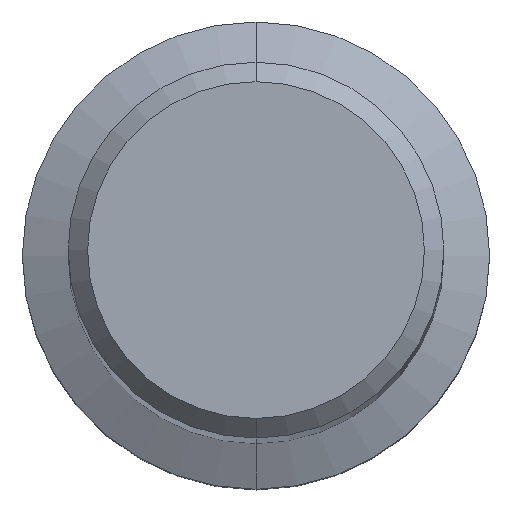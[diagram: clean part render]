
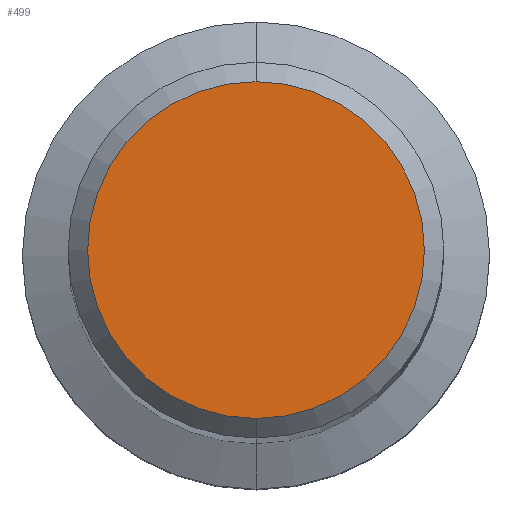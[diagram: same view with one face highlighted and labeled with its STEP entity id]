
A CAD part, top view. The second image highlights one B-rep face of the part: STEP entity #499.
In plain terms, the highlighted planar face has unit normal (0, 0, 1).
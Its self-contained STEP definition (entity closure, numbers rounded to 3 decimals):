
#393=EDGE_CURVE('',#493,#521,#772,.T.);
#403=EDGE_CURVE('',#521,#493,#783,.T.);
#493=VERTEX_POINT('',#881);
#499=ADVANCED_FACE('',(#888),#889,.T.);
#521=VERTEX_POINT('',#913);
#772=CIRCLE('',#1356,8.65);
#783=CIRCLE('',#1368,8.65);
#881=CARTESIAN_POINT('',(0.,-8.65,0.0));
#888=FACE_OUTER_BOUND('',#1629,.T.);
#889=PLANE('',#1630);
#913=CARTESIAN_POINT('',(0.0,8.65,0.0));
#1356=AXIS2_PLACEMENT_3D('',#1966,#1967,#1968);
#1368=AXIS2_PLACEMENT_3D('',#1981,#1982,#1983);
#1629=EDGE_LOOP('',(#2109,#2110));
#1630=AXIS2_PLACEMENT_3D('',#2111,#2112,#2113);
#1966=CARTESIAN_POINT('',(0.0,0.0,0.0));
#1967=DIRECTION('',(0.0,0.0,-1.0));
#1968=DIRECTION('',(0.0,1.0,0.0));
#1981=CARTESIAN_POINT('',(0.0,0.0,0.0));
#1982=DIRECTION('',(0.0,0.0,-1.0));
#1983=DIRECTION('',(0.0,1.0,0.0));
#2109=ORIENTED_EDGE('',*,*,#403,.F.);
#2110=ORIENTED_EDGE('',*,*,#393,.F.);
#2111=CARTESIAN_POINT('',(0.0,4.325,0.0));
#2112=DIRECTION('',(-0.0,0.0,1.0));
#2113=DIRECTION('',(0.0,-1.0,0.0));
